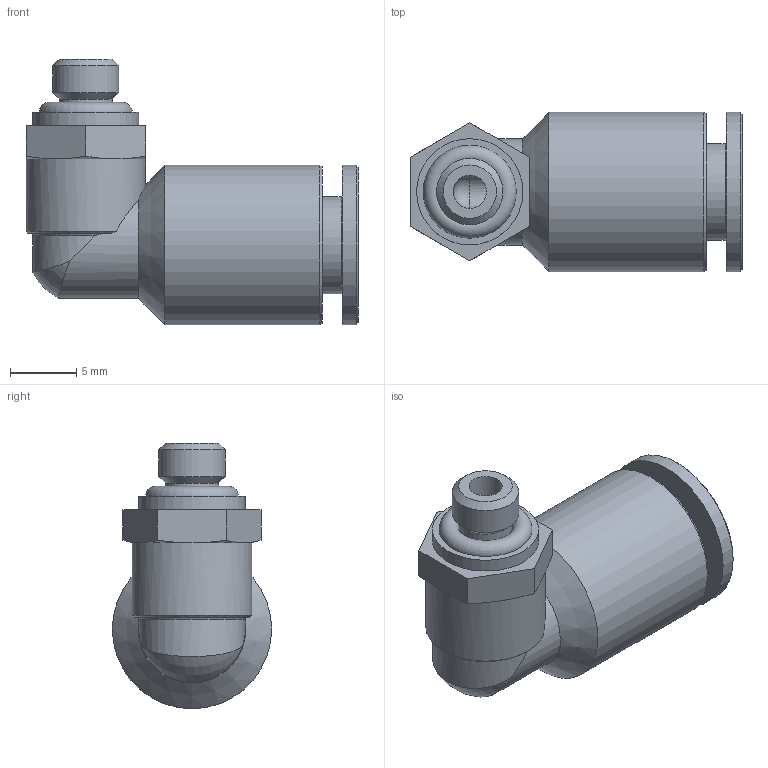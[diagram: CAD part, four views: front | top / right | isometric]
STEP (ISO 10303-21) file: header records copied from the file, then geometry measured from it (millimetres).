
FILE_DESCRIPTION(/* description */ ('STEP AP214'),/* implementation_level */ '2;1');
FILE_NAME(/* name */ '558705_NPQM-L-M5-Q6-P10',/* time_stamp */ '2024-09-13T06:38:01+02:00',/* author */ ('License CC BY-ND 4.0'),/* organization */ ('CADENAS'),/* preprocessor_version */ 'ST-DEVELOPER v19.3',/* originating_system */ 'PARTsolutions',/* authorisation */ ' ');
FILE_SCHEMA (('AUTOMOTIVE_DESIGN {1 0 10303 214 3 1 1}'));
Length unit declared in the file: millimetre
Products named in the file (1): 558705 NPQM-L-M5-Q6-P10
Bounding box: 25 x 12 x 20 mm (x, y, z)
Volume: 2049.1 mm3; surface area: 1818.5 mm2
Topology: 1 solids, 1 shells, 47 faces, 106 edges, 65 vertices
Faces by surface type: plane 17, cone 14, cylinder 12, torus 3, sphere 1
Full cylindrical faces by diameter (mm): 2.5 x2, 4.019 x1, 5 x1, 6 x1, 7.3 x1, 8 x1, 9 x1, 12 x2
Entity records: 1558 total; most frequent: CARTESIAN_POINT 268, DIRECTION 198, ORIENTED_EDGE 164, AXIS2_PLACEMENT_3D 89, EDGE_CURVE 82, EDGE_LOOP 72, FACE_BOUND 72, VERTEX_POINT 60
